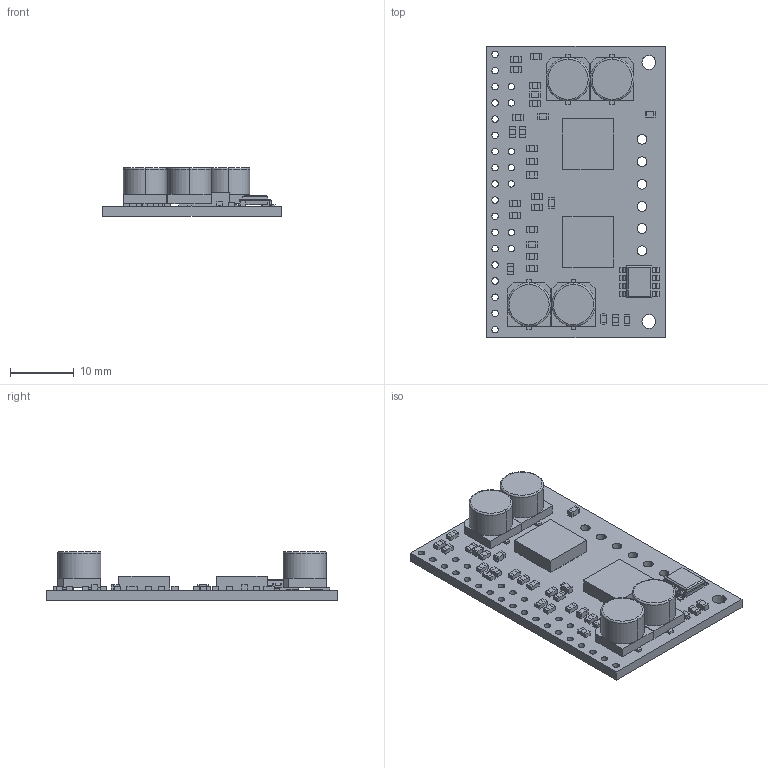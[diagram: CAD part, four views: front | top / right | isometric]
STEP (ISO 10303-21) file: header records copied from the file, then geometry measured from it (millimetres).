
FILE_DESCRIPTION (( 'STEP AP214' ), '1' );
FILE_NAME ('dual-mc33926-motor-driver-carrier.step', '2018-09-07T23:11:16', ( '' ), ( '' ), 'SwSTEP 2.0', 'SolidWorks 2016', '' );
FILE_SCHEMA (( 'AUTOMOTIVE_DESIGN' ));
Length unit declared in the file: millimetre
Products named in the file (1): dual-mc33926-motor-driver-carrier
Bounding box: 27.94 x 45.72 x 7.67 mm (x, y, z)
Volume: 3177.6 mm3; surface area: 4293.3 mm2
Topology: 1 solids, 1 shells, 1282 faces, 3602 edges, 2318 vertices
Faces by surface type: plane 1023, bspline 137, cylinder 114, torus 8
Entity records: 59608 total; most frequent: CARTESIAN_POINT 12924, ORIENTED_EDGE 7204, DIRECTION 5836, EDGE_CURVE 3602, LINE 3040, VECTOR 3040, VERTEX_POINT 2318, EDGE_LOOP 1490
